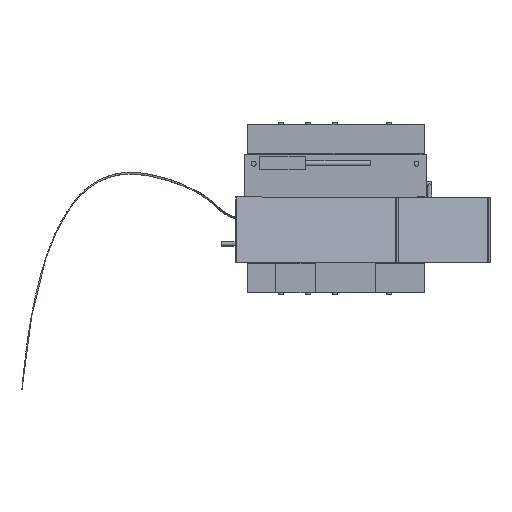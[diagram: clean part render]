
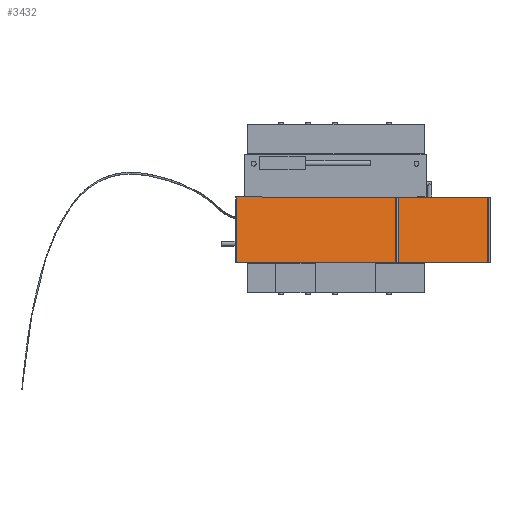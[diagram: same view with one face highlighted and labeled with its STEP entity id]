
A CAD part, top view. The second image highlights one B-rep face of the part: STEP entity #3432.
In plain terms, the highlighted planar face has unit normal (0.261, 0, 0.966).
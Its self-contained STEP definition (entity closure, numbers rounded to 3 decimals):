
#3432=ADVANCED_FACE('',(#5832),#36627,.T.);
#5832=FACE_OUTER_BOUND('',#8693,.T.);
#8693=EDGE_LOOP('',(#19296,#19297,#19298,#19299));
#19296=ORIENTED_EDGE('',*,*,#25569,.T.);
#19297=ORIENTED_EDGE('',*,*,#25570,.T.);
#19298=ORIENTED_EDGE('',*,*,#25571,.F.);
#19299=ORIENTED_EDGE('',*,*,#25567,.F.);
#25567=EDGE_CURVE('',#35158,#35159,#31665,.T.);
#25569=EDGE_CURVE('',#35158,#35160,#31667,.T.);
#25570=EDGE_CURVE('',#35160,#35161,#31668,.T.);
#25571=EDGE_CURVE('',#35159,#35161,#31669,.T.);
#31665=B_SPLINE_CURVE_WITH_KNOTS('',1,(#86689,#86690),.UNSPECIFIED.,.F.,
 .F.,(2,2),(0.,23.),.UNSPECIFIED.);
#31667=B_SPLINE_CURVE_WITH_KNOTS('',1,(#86693,#86694),.UNSPECIFIED.,.F.,
 .F.,(2,2),(93.289,185.578),.UNSPECIFIED.);
#31668=B_SPLINE_CURVE_WITH_KNOTS('',1,(#86695,#86696),.UNSPECIFIED.,.F.,
 .F.,(2,2),(0.,23.),.UNSPECIFIED.);
#31669=B_SPLINE_CURVE_WITH_KNOTS('',1,(#86697,#86698),.UNSPECIFIED.,.F.,
 .F.,(2,2),(93.289,185.578),.UNSPECIFIED.);
#35158=VERTEX_POINT('',#86669);
#35159=VERTEX_POINT('',#86670);
#35160=VERTEX_POINT('',#86671);
#35161=VERTEX_POINT('',#86672);
#36627=PLANE('',#39462);
#39462=AXIS2_PLACEMENT_3D('',#86661,#41387,$);
#41387=DIRECTION('',(0.261,0.,0.965));
#86661=CARTESIAN_POINT('',(-2.636,-23.099,117.289));
#86669=CARTESIAN_POINT('',(-2.636,-23.099,117.289));
#86670=CARTESIAN_POINT('',(-2.636,-0.099,117.289));
#86671=CARTESIAN_POINT('',(86.466,-23.099,93.245));
#86672=CARTESIAN_POINT('',(86.466,-0.099,93.245));
#86689=CARTESIAN_POINT('',(-2.636,-23.099,117.289));
#86690=CARTESIAN_POINT('',(-2.636,-0.099,117.289));
#86693=CARTESIAN_POINT('',(-2.636,-23.099,117.289));
#86694=CARTESIAN_POINT('',(86.466,-23.099,93.245));
#86695=CARTESIAN_POINT('',(86.466,-23.099,93.245));
#86696=CARTESIAN_POINT('',(86.466,-0.099,93.245));
#86697=CARTESIAN_POINT('',(-2.636,-0.099,117.289));
#86698=CARTESIAN_POINT('',(86.466,-0.099,93.245));
